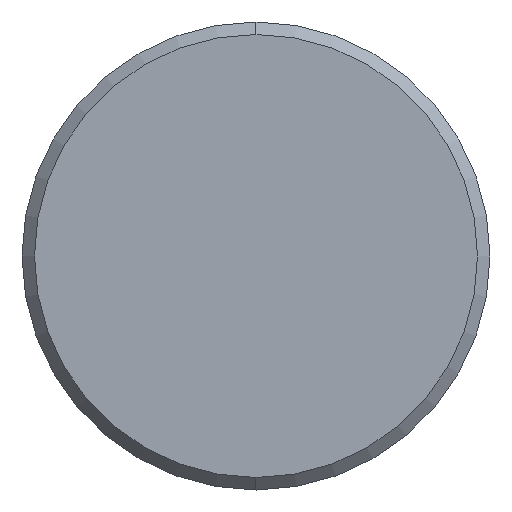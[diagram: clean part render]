
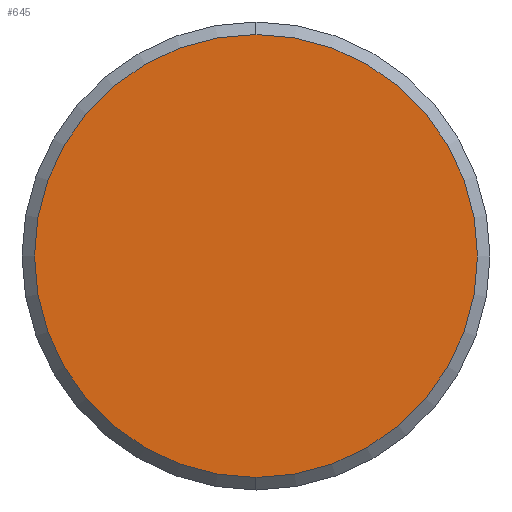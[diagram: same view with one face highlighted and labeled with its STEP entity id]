
A CAD part, left-side view. The second image highlights one B-rep face of the part: STEP entity #645.
In plain terms, the highlighted planar face has unit normal (-1, 0, 0).
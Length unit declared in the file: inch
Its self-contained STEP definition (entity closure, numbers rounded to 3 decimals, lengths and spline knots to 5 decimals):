
#30 = CARTESIAN_POINT ( 'NONE',  ( 0., 0., 0.355 ) ) ;
#33 = CARTESIAN_POINT ( 'NONE',  ( 0., 0., 0. ) ) ;
#56 = CARTESIAN_POINT ( 'NONE',  ( 0., 0., 0. ) ) ;
#86 = DIRECTION ( 'NONE',  ( -1., 0., 0. ) ) ;
#90 = DIRECTION ( 'NONE',  ( 0., 0., 1. ) ) ;
#126 = DIRECTION ( 'NONE',  ( 0., 0., -1. ) ) ;
#133 = VERTEX_POINT ( 'NONE', #472 ) ;
#144 = DIRECTION ( 'NONE',  ( 0., 0., -1. ) ) ;
#172 = AXIS2_PLACEMENT_3D ( 'NONE', #56, #700, #144 ) ;
#379 = EDGE_CURVE ( 'NONE', #133, #1105, #792, .T. ) ;
#439 = AXIS2_PLACEMENT_3D ( 'NONE', #33, #676, #126 ) ;
#444 = EDGE_LOOP ( 'NONE', ( #534, #524 ) ) ;
#458 = CARTESIAN_POINT ( 'NONE',  ( 0., 0.375, 0. ) ) ;
#472 = CARTESIAN_POINT ( 'NONE',  ( 0., 0., -0.355 ) ) ;
#524 = ORIENTED_EDGE ( 'NONE', *, *, #835, .F. ) ;
#534 = ORIENTED_EDGE ( 'NONE', *, *, #379, .F. ) ;
#563 = CIRCLE ( 'NONE', #439, 0.355 ) ;
#582 = AXIS2_PLACEMENT_3D ( 'NONE', #458, #86, #90 ) ;
#645 = ADVANCED_FACE ( 'NONE', ( #1023 ), #1202, .T. ) ;
#676 = DIRECTION ( 'NONE',  ( 1., 0., 0. ) ) ;
#700 = DIRECTION ( 'NONE',  ( 1., 0., 0. ) ) ;
#792 = CIRCLE ( 'NONE', #172, 0.355 ) ;
#835 = EDGE_CURVE ( 'NONE', #1105, #133, #563, .T. ) ;
#1023 = FACE_OUTER_BOUND ( 'NONE', #444, .T. ) ;
#1105 = VERTEX_POINT ( 'NONE', #30 ) ;
#1202 = PLANE ( 'NONE',  #582 ) ;
